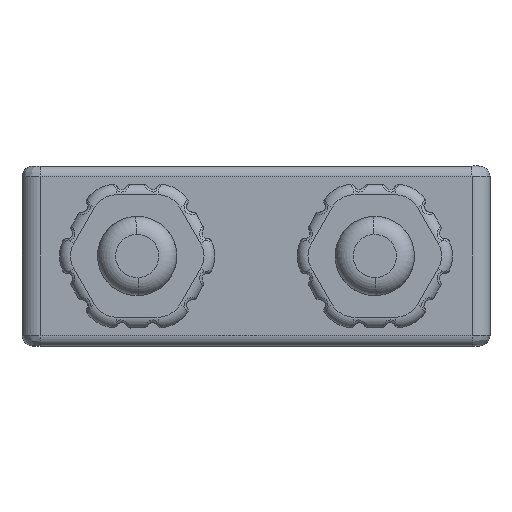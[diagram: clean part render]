
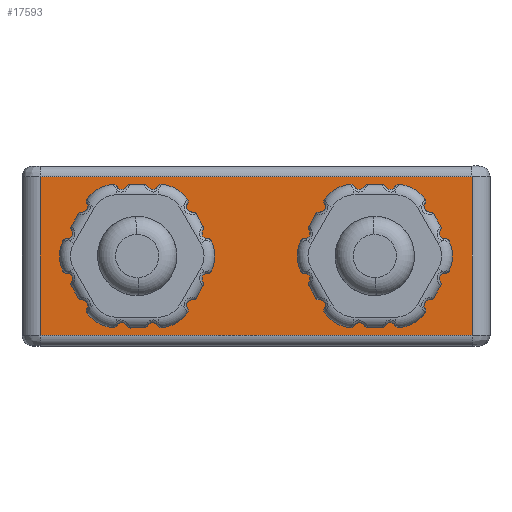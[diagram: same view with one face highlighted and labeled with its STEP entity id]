
A CAD part, left-side view. The second image highlights one B-rep face of the part: STEP entity #17593.
In plain terms, the highlighted planar face has unit normal (-1, 0, 0).
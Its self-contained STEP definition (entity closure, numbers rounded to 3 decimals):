
#2107=CARTESIAN_POINT('',(62.242,34.364,13.3));
#2108=DIRECTION('',(1.,0.,0.));
#2109=DIRECTION('',(0.,0.,1.));
#2110=AXIS2_PLACEMENT_3D('',#2107,#2108,#2109);
#2112=CARTESIAN_POINT('',(62.242,34.364,13.3));
#2113=DIRECTION('',(1.,0.,0.));
#2114=DIRECTION('',(0.,0.,-1.));
#2115=AXIS2_PLACEMENT_3D('',#2112,#2113,#2114);
#2117=CARTESIAN_POINT('',(62.242,27.764,13.3));
#2118=DIRECTION('',(1.,0.,0.));
#2119=DIRECTION('',(0.,0.,-1.));
#2120=AXIS2_PLACEMENT_3D('',#2117,#2118,#2119);
#2122=CARTESIAN_POINT('',(62.242,27.764,13.3));
#2123=DIRECTION('',(1.,0.,0.));
#2124=DIRECTION('',(0.,0.,1.));
#2125=AXIS2_PLACEMENT_3D('',#2122,#2123,#2124);
#2131=DIRECTION('',(0.,0.,1.));
#2132=VECTOR('',#2131,4.4);
#2133=CARTESIAN_POINT('',(62.242,37.064,11.1));
#2134=LINE('',#2133,#2132);
#2555=DIRECTION('',(0.,0.,-1.));
#2556=VECTOR('',#2555,4.4);
#2557=CARTESIAN_POINT('',(62.242,25.064,15.5));
#2558=LINE('',#2557,#2556);
#2583=DIRECTION('',(0.,-1.,0.));
#2584=VECTOR('',#2583,12.);
#2585=CARTESIAN_POINT('',(62.242,37.064,15.5));
#2586=LINE('',#2585,#2584);
#2823=DIRECTION('',(0.,1.,0.));
#2824=VECTOR('',#2823,12.);
#2825=CARTESIAN_POINT('',(62.242,25.064,11.1));
#2826=LINE('',#2825,#2824);
#6364=CARTESIAN_POINT('',(62.242,25.064,15.5));
#6366=VERTEX_POINT('',#6364);
#6368=CARTESIAN_POINT('',(62.242,37.064,11.1));
#6369=VERTEX_POINT('',#6368);
#6370=CARTESIAN_POINT('',(62.242,37.064,15.5));
#6371=VERTEX_POINT('',#6370);
#6374=CARTESIAN_POINT('',(62.242,25.064,11.1));
#6375=VERTEX_POINT('',#6374);
#6390=CARTESIAN_POINT('',(62.242,34.364,13.95));
#6391=CARTESIAN_POINT('',(62.242,34.364,12.65));
#6392=VERTEX_POINT('',#6390);
#6393=VERTEX_POINT('',#6391);
#6394=CARTESIAN_POINT('',(62.242,27.764,13.95));
#6395=CARTESIAN_POINT('',(62.242,27.764,12.65));
#6396=VERTEX_POINT('',#6394);
#6397=VERTEX_POINT('',#6395);
#17567=CARTESIAN_POINT('',(62.242,37.304,15.628));
#17568=DIRECTION('',(1.,0.,0.));
#17569=DIRECTION('',(0.,-1.,0.));
#17570=AXIS2_PLACEMENT_3D('',#17567,#17568,#17569);
#17571=PLANE('',#17570);
#17573=ORIENTED_EDGE('',*,*,#17572,.T.);
#17575=ORIENTED_EDGE('',*,*,#17574,.T.);
#17577=ORIENTED_EDGE('',*,*,#17576,.T.);
#17579=ORIENTED_EDGE('',*,*,#17578,.T.);
#17580=EDGE_LOOP('',(#17573,#17575,#17577,#17579));
#17581=FACE_OUTER_BOUND('',#17580,.F.);
#17583=ORIENTED_EDGE('',*,*,#17582,.F.);
#17585=ORIENTED_EDGE('',*,*,#17584,.F.);
#17586=EDGE_LOOP('',(#17583,#17585));
#17587=FACE_BOUND('',#17586,.F.);
#17588=ORIENTED_EDGE('',*,*,#17550,.F.);
#17590=ORIENTED_EDGE('',*,*,#17589,.F.);
#17591=EDGE_LOOP('',(#17588,#17590));
#17592=FACE_BOUND('',#17591,.F.);
#17593=ADVANCED_FACE('',(#17581,#17587,#17592),#17571,.F.);
#2111=CIRCLE('',#2110,0.65);
#2116=CIRCLE('',#2115,0.65);
#2121=CIRCLE('',#2120,0.65);
#2126=CIRCLE('',#2125,0.65);
#17550=EDGE_CURVE('',#6397,#6396,#2121,.T.);
#17572=EDGE_CURVE('',#6369,#6371,#2134,.T.);
#17574=EDGE_CURVE('',#6371,#6366,#2586,.T.);
#17576=EDGE_CURVE('',#6366,#6375,#2558,.T.);
#17578=EDGE_CURVE('',#6375,#6369,#2826,.T.);
#17582=EDGE_CURVE('',#6392,#6393,#2111,.T.);
#17584=EDGE_CURVE('',#6393,#6392,#2116,.T.);
#17589=EDGE_CURVE('',#6396,#6397,#2126,.T.);
